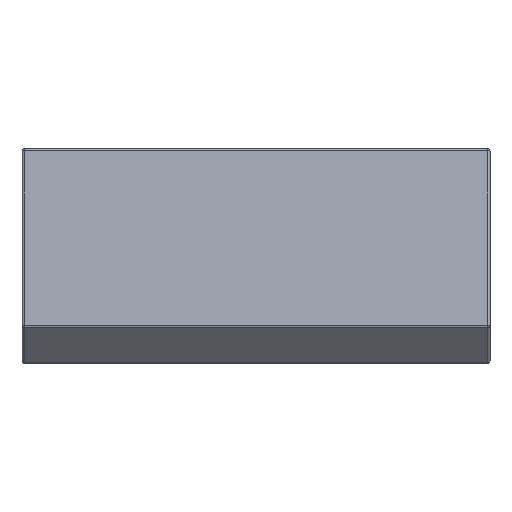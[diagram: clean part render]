
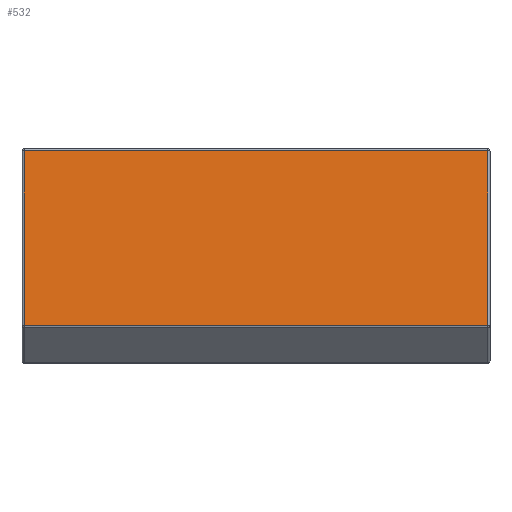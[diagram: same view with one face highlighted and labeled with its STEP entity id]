
A CAD part, top view. The second image highlights one B-rep face of the part: STEP entity #532.
In plain terms, the highlighted planar face has unit normal (0, 0.104, 0.995).
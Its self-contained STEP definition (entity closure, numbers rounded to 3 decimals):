
#333=FACE_OUTER_BOUND('',#997,.T.);
#532=ADVANCED_FACE('',(#333),#764,.T.);
#764=PLANE('',#4008);
#997=EDGE_LOOP('',(#1313,#1314,#1315,#1316));
#1313=ORIENTED_EDGE('',*,*,#2763,.T.);
#1314=ORIENTED_EDGE('',*,*,#2764,.T.);
#1315=ORIENTED_EDGE('',*,*,#2765,.T.);
#1316=ORIENTED_EDGE('',*,*,#2766,.T.);
#2409=VERTEX_POINT('',#5504);
#2410=VERTEX_POINT('',#5505);
#2411=VERTEX_POINT('',#5507);
#2412=VERTEX_POINT('',#5509);
#2763=EDGE_CURVE('',#2409,#2410,#3313,.T.);
#2764=EDGE_CURVE('',#2410,#2411,#3314,.T.);
#2765=EDGE_CURVE('',#2411,#2412,#3315,.T.);
#2766=EDGE_CURVE('',#2412,#2409,#3316,.T.);
#3313=LINE('',#5503,#3683);
#3314=LINE('',#5506,#3684);
#3315=LINE('',#5508,#3685);
#3316=LINE('',#5510,#3686);
#3683=VECTOR('',#4408,1.);
#3684=VECTOR('',#4409,1.);
#3685=VECTOR('',#4410,1.);
#3686=VECTOR('',#4411,1.);
#4008=AXIS2_PLACEMENT_3D('',#5511,#4412,#4413);
#4408=DIRECTION('',(0.,0.995,-0.105));
#4409=DIRECTION('',(-1.,0.,0.));
#4410=DIRECTION('',(0.,-0.995,0.105));
#4411=DIRECTION('',(1.,0.,0.));
#4412=DIRECTION('',(0.,0.105,0.995));
#4413=DIRECTION('',(0.,0.995,-0.105));
#5503=CARTESIAN_POINT('',(296.8,139.25,24.4));
#5504=CARTESIAN_POINT('',(296.8,-87.692,48.253));
#5505=CARTESIAN_POINT('',(296.8,136.384,24.701));
#5506=CARTESIAN_POINT('',(-300.,136.384,24.701));
#5507=CARTESIAN_POINT('',(-296.8,136.384,24.701));
#5508=CARTESIAN_POINT('',(-296.8,-87.524,48.235));
#5509=CARTESIAN_POINT('',(-296.8,-87.692,48.253));
#5510=CARTESIAN_POINT('',(300.,-87.692,48.253));
#5511=CARTESIAN_POINT('',(-5640.,139.25,24.4));
